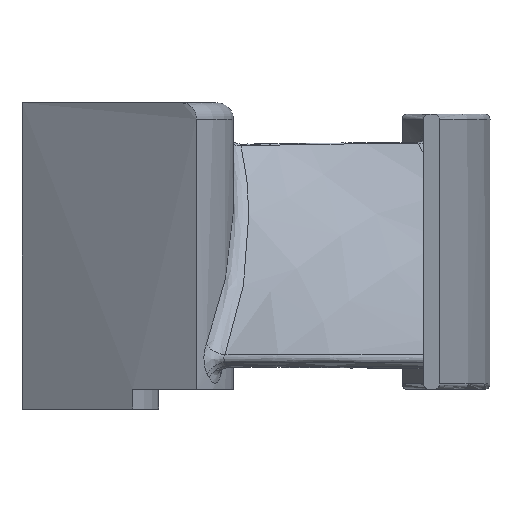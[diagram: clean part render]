
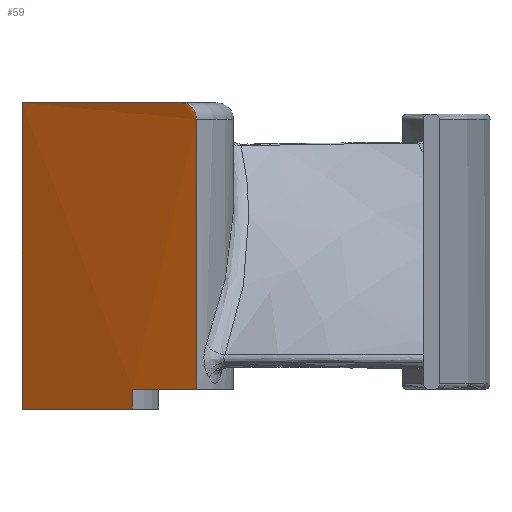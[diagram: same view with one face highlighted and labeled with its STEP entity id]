
A CAD part, front view. The second image highlights one B-rep face of the part: STEP entity #59.
In plain terms, the highlighted face is a extrusion surface.
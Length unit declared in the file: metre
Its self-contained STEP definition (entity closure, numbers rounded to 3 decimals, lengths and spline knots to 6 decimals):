
#59=ADVANCED_FACE('0:5745',(#119),#120,.T.);
#119=FACE_OUTER_BOUND('',#220,.T.);
#120=SURFACE_OF_LINEAR_EXTRUSION('',#221,#222);
#220=EDGE_LOOP('',(#6817,#6818,#6819,#6820,#6821,#6822,#6823));
#221=B_SPLINE_CURVE_WITH_KNOTS('',3,(#6824,#6825,#6826,#6827,#6828,#6829,#6830,#6831,#6832,#6833,#6834,#6835),.UNSPECIFIED.,.F.,.F.,(4,3,1,1,3,4),(-12.938325,-0.5,0.281916,0.891772,1.5,12.827517),.UNSPECIFIED.);
#222=VECTOR('',#6836,1.0);
#6817=ORIENTED_EDGE('',*,*,#8754,.F.);
#6818=ORIENTED_EDGE('',*,*,#8715,.F.);
#6819=ORIENTED_EDGE('',*,*,#8755,.F.);
#6820=ORIENTED_EDGE('',*,*,#8756,.F.);
#6821=ORIENTED_EDGE('',*,*,#8757,.F.);
#6822=ORIENTED_EDGE('',*,*,#8758,.F.);
#6823=ORIENTED_EDGE('',*,*,#8752,.F.);
#6824=CARTESIAN_POINT('',(-1.889534,0.410557,0.0059));
#6825=CARTESIAN_POINT('',(-1.28068,0.285041,0.0059));
#6826=CARTESIAN_POINT('',(-0.671826,0.159526,0.0059));
#6827=CARTESIAN_POINT('',(-0.062971,0.03401,0.0059));
#6828=CARTESIAN_POINT('',(-0.024697,0.02612,0.0059));
#6829=CARTESIAN_POINT('',(0.020679,-0.029003,0.0059));
#6830=CARTESIAN_POINT('',(0.118696,-0.048973,0.0059));
#6831=CARTESIAN_POINT('',(0.17561,-0.048497,0.0059));
#6832=CARTESIAN_POINT('',(0.207234,-0.062817,0.0059));
#6833=CARTESIAN_POINT('',(0.79619,-0.329512,0.0059));
#6834=CARTESIAN_POINT('',(1.385146,-0.596207,0.0059));
#6835=CARTESIAN_POINT('',(1.974102,-0.862901,0.0059));
#6836=DIRECTION('',(0.,0.,1.0));
#8715=EDGE_CURVE('0:5980',#8845,#8847,#8848,.T.);
#8752=EDGE_CURVE('0:5983',#8917,#8919,#8920,.T.);
#8754=EDGE_CURVE('0:5977',#8847,#8917,#8922,.T.);
#8755=EDGE_CURVE('0:5986',#8923,#8845,#8924,.T.);
#8756=EDGE_CURVE('0:5992',#8925,#8923,#8926,.T.);
#8757=EDGE_CURVE('0:5995',#8927,#8925,#8928,.T.);
#8758=EDGE_CURVE('0:5989',#8919,#8927,#8929,.T.);
#8845=VERTEX_POINT('',#9069);
#8847=VERTEX_POINT('',#9071);
#8848=B_SPLINE_CURVE_WITH_KNOTS('',3,(#9072,#9073,#9074,#9075),.UNSPECIFIED.,.F.,.F.,(4,4),(0.0,0.050228),.UNSPECIFIED.);
#8917=VERTEX_POINT('',#9614);
#8919=VERTEX_POINT('',#9616);
#8920=B_SPLINE_CURVE_WITH_KNOTS('',3,(#9617,#9618,#9619,#9620),.UNSPECIFIED.,.F.,.F.,(4,4),(0.0,0.003672),.UNSPECIFIED.);
#8922=B_SPLINE_CURVE_WITH_KNOTS('',3,(#9622,#9623,#9624,#9625,#9626,#9627,#9628,#9629,#9630,#9631,#9632,#9633,#9634,#9635,#9636,#9637,#9638,#9639,#9640),.UNSPECIFIED.,.F.,.F.,(4,3,3,3,3,3,4),(0.0,0.013786,0.016334,0.031502,0.045643,0.04852,0.088064),.UNSPECIFIED.);
#8923=VERTEX_POINT('',#9641);
#8924=B_SPLINE_CURVE_WITH_KNOTS('',3,(#9642,#9643,#9644,#9645,#9646,#9647,#9648,#9649,#9650,#9651,#9652,#9653,#9654,#9655,#9656,#9657,#9658,#9659,#9660,#9661),.UNSPECIFIED.,.F.,.F.,(4,2,2,2,2,2,2,2,2,4),(0.0,0.00091,0.001978,0.003177,0.004326,0.005508,0.006705,0.007818,0.008692,0.009464),.UNSPECIFIED.);
#8925=VERTEX_POINT('',#9662);
#8926=B_SPLINE_CURVE_WITH_KNOTS('',3,(#9663,#9664,#9665,#9666,#9667,#9668,#9669,#9670,#9671,#9672,#9673,#9674,#9675,#9676,#9677,#9678,#9679,#9680,#9681),.UNSPECIFIED.,.F.,.F.,(4,3,3,3,3,3,4),(0.0,0.036576,0.040107,0.042399,0.062466,0.073152,0.08685),.UNSPECIFIED.);
#8927=VERTEX_POINT('',#9682);
#8928=B_SPLINE_CURVE_WITH_KNOTS('',3,(#9683,#9684,#9685,#9686),.UNSPECIFIED.,.F.,.F.,(4,4),(0.0,0.057572),.UNSPECIFIED.);
#8929=B_SPLINE_CURVE_WITH_KNOTS('',3,(#9687,#9688,#9689,#9690),.UNSPECIFIED.,.F.,.F.,(4,4),(0.0,0.057045),.UNSPECIFIED.);
#9069=CARTESIAN_POINT('',(0.032422,-0.02221,0.0029));
#9071=CARTESIAN_POINT('',(0.032422,-0.02221,-0.047328));
#9072=CARTESIAN_POINT('',(0.032422,-0.02221,0.0029));
#9073=CARTESIAN_POINT('',(0.032422,-0.02221,-0.013843));
#9074=CARTESIAN_POINT('',(0.032422,-0.02221,-0.030585));
#9075=CARTESIAN_POINT('',(0.032422,-0.02221,-0.047328));
#9614=CARTESIAN_POINT('',(0.020571,-0.014893,-0.047328));
#9616=CARTESIAN_POINT('',(0.020571,-0.014893,-0.051));
#9617=CARTESIAN_POINT('',(0.020571,-0.014893,-0.047328));
#9618=CARTESIAN_POINT('',(0.020571,-0.014893,-0.048552));
#9619=CARTESIAN_POINT('',(0.020571,-0.014893,-0.049776));
#9620=CARTESIAN_POINT('',(0.020571,-0.014893,-0.051));
#9622=CARTESIAN_POINT('',(0.047519,-0.029565,-0.047328));
#9623=CARTESIAN_POINT('',(0.043284,-0.027781,-0.047328));
#9624=CARTESIAN_POINT('',(0.039353,-0.025918,-0.047328));
#9625=CARTESIAN_POINT('',(0.035575,-0.023925,-0.047328));
#9626=CARTESIAN_POINT('',(0.034877,-0.023556,-0.047328));
#9627=CARTESIAN_POINT('',(0.034184,-0.023183,-0.047328));
#9628=CARTESIAN_POINT('',(0.033495,-0.022805,-0.047328));
#9629=CARTESIAN_POINT('',(0.029396,-0.020554,-0.047328));
#9630=CARTESIAN_POINT('',(0.025451,-0.018127,-0.047328));
#9631=CARTESIAN_POINT('',(0.021447,-0.015476,-0.047328));
#9632=CARTESIAN_POINT('',(0.017715,-0.013005,-0.047328));
#9633=CARTESIAN_POINT('',(0.013934,-0.010335,-0.047328));
#9634=CARTESIAN_POINT('',(0.00994,-0.007411,-0.047328));
#9635=CARTESIAN_POINT('',(0.009127,-0.006816,-0.047328));
#9636=CARTESIAN_POINT('',(0.008312,-0.006215,-0.047328));
#9637=CARTESIAN_POINT('',(0.007499,-0.005613,-0.047328));
#9638=CARTESIAN_POINT('',(-0.003664,0.002656,-0.047328));
#9639=CARTESIAN_POINT('',(-0.014602,0.011333,-0.047328));
#9640=CARTESIAN_POINT('',(-0.026319,0.018603,-0.047328));
#9641=CARTESIAN_POINT('',(0.029811,-0.020712,0.0059));
#9642=CARTESIAN_POINT('',(0.027232,-0.019165,0.0029));
#9643=CARTESIAN_POINT('',(0.027232,-0.019165,0.003203));
#9644=CARTESIAN_POINT('',(0.027271,-0.019189,0.003505));
#9645=CARTESIAN_POINT('',(0.027439,-0.019292,0.004134));
#9646=CARTESIAN_POINT('',(0.027581,-0.019379,0.004452));
#9647=CARTESIAN_POINT('',(0.027977,-0.019619,0.00505));
#9648=CARTESIAN_POINT('',(0.028238,-0.019777,0.005314));
#9649=CARTESIAN_POINT('',(0.028823,-0.020127,0.005699));
#9650=CARTESIAN_POINT('',(0.029138,-0.020315,0.005822));
#9651=CARTESIAN_POINT('',(0.029801,-0.020706,0.005926));
#9652=CARTESIAN_POINT('',(0.030143,-0.020907,0.005901));
#9653=CARTESIAN_POINT('',(0.030807,-0.021292,0.0057));
#9654=CARTESIAN_POINT('',(0.031121,-0.021472,0.005523));
#9655=CARTESIAN_POINT('',(0.031652,-0.021775,0.005056));
#9656=CARTESIAN_POINT('',(0.03187,-0.021899,0.004778));
#9657=CARTESIAN_POINT('',(0.032171,-0.022069,0.004213));
#9658=CARTESIAN_POINT('',(0.032272,-0.022125,0.003943));
#9659=CARTESIAN_POINT('',(0.032393,-0.022194,0.003413));
#9660=CARTESIAN_POINT('',(0.032422,-0.02221,0.003157));
#9661=CARTESIAN_POINT('',(0.032422,-0.02221,0.0029));
#9662=CARTESIAN_POINT('',(0.,0.,0.0059));
#9663=CARTESIAN_POINT('',(-0.023883,0.017065,0.0059));
#9664=CARTESIAN_POINT('',(-0.013623,0.010477,0.0059));
#9665=CARTESIAN_POINT('',(-0.003918,0.00289,0.0059));
#9666=CARTESIAN_POINT('',(0.005927,-0.004445,0.0059));
#9667=CARTESIAN_POINT('',(0.006878,-0.005153,0.0059));
#9668=CARTESIAN_POINT('',(0.007829,-0.005859,0.0059));
#9669=CARTESIAN_POINT('',(0.008783,-0.006561,0.0059));
#9670=CARTESIAN_POINT('',(0.009402,-0.007017,0.0059));
#9671=CARTESIAN_POINT('',(0.01002,-0.007471,0.0059));
#9672=CARTESIAN_POINT('',(0.01063,-0.007916,0.0059));
#9673=CARTESIAN_POINT('',(0.015974,-0.011812,0.0059));
#9674=CARTESIAN_POINT('',(0.020866,-0.015192,0.0059));
#9675=CARTESIAN_POINT('',(0.025716,-0.018227,0.0059));
#9676=CARTESIAN_POINT('',(0.028299,-0.019844,0.0059));
#9677=CARTESIAN_POINT('',(0.03087,-0.021364,0.0059));
#9678=CARTESIAN_POINT('',(0.033495,-0.022805,0.0059));
#9679=CARTESIAN_POINT('',(0.03686,-0.024653,0.0059));
#9680=CARTESIAN_POINT('',(0.040312,-0.026373,0.0059));
#9681=CARTESIAN_POINT('',(0.043981,-0.028024,0.0059));
#9682=CARTESIAN_POINT('',(0.,0.,-0.051));
#9683=CARTESIAN_POINT('',(0.,0.,-0.051));
#9684=CARTESIAN_POINT('',(0.,0.,-0.031809));
#9685=CARTESIAN_POINT('',(0.,0.,-0.012619));
#9686=CARTESIAN_POINT('',(0.,0.,0.006572));
#9687=CARTESIAN_POINT('',(0.03101,-0.021408,-0.051));
#9688=CARTESIAN_POINT('',(0.014526,-0.011931,-0.051));
#9689=CARTESIAN_POINT('',(-0.00022,0.000687,-0.051));
#9690=CARTESIAN_POINT('',(-0.015871,0.011669,-0.051));
